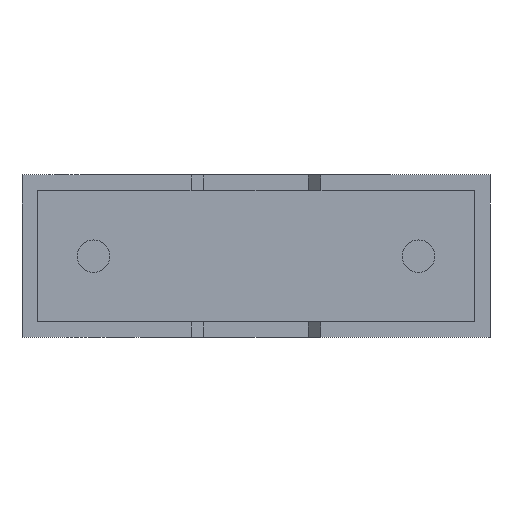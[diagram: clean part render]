
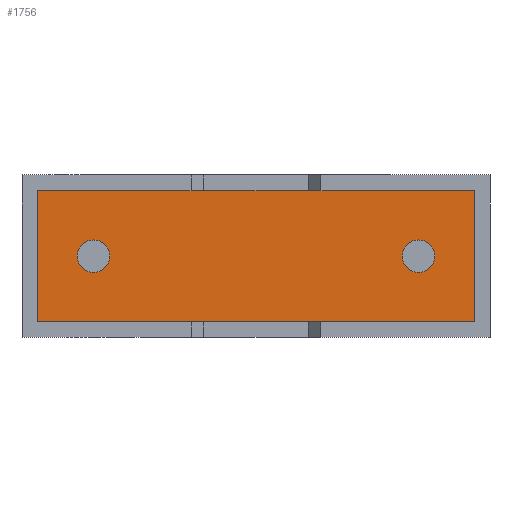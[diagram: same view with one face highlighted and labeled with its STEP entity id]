
A CAD part, front view. The second image highlights one B-rep face of the part: STEP entity #1756.
In plain terms, the highlighted planar face has unit normal (0, -1, 0).
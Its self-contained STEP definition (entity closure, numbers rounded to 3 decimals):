
#5 = FACE_BOUND ( 'NONE', #2456, .T. ) ;
#15 = LINE ( 'NONE', #2706, #1790 ) ;
#25 = DIRECTION ( 'NONE',  ( 0., -1., 0. ) ) ;
#39 = VERTEX_POINT ( 'NONE', #1209 ) ;
#60 = VERTEX_POINT ( 'NONE', #513 ) ;
#323 = VECTOR ( 'NONE', #1108, 1000. ) ;
#345 = ORIENTED_EDGE ( 'NONE', *, *, #1066, .F. ) ;
#383 = ORIENTED_EDGE ( 'NONE', *, *, #1545, .T. ) ;
#410 = CIRCLE ( 'NONE', #1687, 0.25 ) ;
#419 = EDGE_CURVE ( 'NONE', #460, #2461, #2844, .T. ) ;
#460 = VERTEX_POINT ( 'NONE', #1808 ) ;
#496 = ORIENTED_EDGE ( 'NONE', *, *, #2509, .F. ) ;
#513 = CARTESIAN_POINT ( 'NONE',  ( 0.24, 0.75, 2.26 ) ) ;
#594 = ORIENTED_EDGE ( 'NONE', *, *, #2995, .F. ) ;
#599 = CARTESIAN_POINT ( 'NONE',  ( 6.1, 0.75, 1.5 ) ) ;
#606 = VECTOR ( 'NONE', #2117, 1000. ) ;
#618 = AXIS2_PLACEMENT_3D ( 'NONE', #956, #25, #970 ) ;
#655 = CARTESIAN_POINT ( 'NONE',  ( 6.96, 0.75, 0.24 ) ) ;
#671 = VERTEX_POINT ( 'NONE', #655 ) ;
#727 = AXIS2_PLACEMENT_3D ( 'NONE', #799, #1313, #1785 ) ;
#746 = FACE_OUTER_BOUND ( 'NONE', #1876, .T. ) ;
#799 = CARTESIAN_POINT ( 'NONE',  ( 0., 0.75, 0. ) ) ;
#831 = CIRCLE ( 'NONE', #618, 0.25 ) ;
#854 = CARTESIAN_POINT ( 'NONE',  ( 0.24, 0.75, 2.26 ) ) ;
#878 = ORIENTED_EDGE ( 'NONE', *, *, #2739, .T. ) ;
#956 = CARTESIAN_POINT ( 'NONE',  ( 1.1, 0.75, 1.25 ) ) ;
#970 = DIRECTION ( 'NONE',  ( 0., 0., -1. ) ) ;
#1001 = FACE_BOUND ( 'NONE', #1729, .T. ) ;
#1066 = EDGE_CURVE ( 'NONE', #2779, #39, #410, .T. ) ;
#1097 = DIRECTION ( 'NONE',  ( 0., -1., 0. ) ) ;
#1108 = DIRECTION ( 'NONE',  ( 0., 0., -1. ) ) ;
#1135 = VERTEX_POINT ( 'NONE', #1305 ) ;
#1167 = DIRECTION ( 'NONE',  ( 0., -1., 0. ) ) ;
#1194 = EDGE_CURVE ( 'NONE', #60, #1135, #2334, .T. ) ;
#1209 = CARTESIAN_POINT ( 'NONE',  ( 6.1, 0.75, 1. ) ) ;
#1281 = DIRECTION ( 'NONE',  ( 1., 0., 0. ) ) ;
#1305 = CARTESIAN_POINT ( 'NONE',  ( 0.24, 0.75, 0.24 ) ) ;
#1313 = DIRECTION ( 'NONE',  ( 0., -1., 0. ) ) ;
#1362 = ORIENTED_EDGE ( 'NONE', *, *, #1851, .T. ) ;
#1418 = DIRECTION ( 'NONE',  ( -1., 0., 0. ) ) ;
#1536 = DIRECTION ( 'NONE',  ( 0., 0., -1. ) ) ;
#1545 = EDGE_CURVE ( 'NONE', #2054, #60, #2834, .T. ) ;
#1575 = CARTESIAN_POINT ( 'NONE',  ( 6.1, 0.75, 1.25 ) ) ;
#1578 = CARTESIAN_POINT ( 'NONE',  ( 6.96, 0.75, 2.26 ) ) ;
#1615 = AXIS2_PLACEMENT_3D ( 'NONE', #2506, #1097, #2759 ) ;
#1687 = AXIS2_PLACEMENT_3D ( 'NONE', #1575, #2502, #1536 ) ;
#1727 = DIRECTION ( 'NONE',  ( 0., 0., -1. ) ) ;
#1729 = EDGE_LOOP ( 'NONE', ( #2537, #496 ) ) ;
#1756 = ADVANCED_FACE ( 'NONE', ( #5, #746, #1001 ), #2744, .T. ) ;
#1785 = DIRECTION ( 'NONE',  ( 0., 0., -1. ) ) ;
#1790 = VECTOR ( 'NONE', #1281, 1000. ) ;
#1808 = CARTESIAN_POINT ( 'NONE',  ( 1.1, 0.75, 1.5 ) ) ;
#1846 = AXIS2_PLACEMENT_3D ( 'NONE', #2989, #1167, #1727 ) ;
#1851 = EDGE_CURVE ( 'NONE', #671, #2054, #2754, .T. ) ;
#1876 = EDGE_LOOP ( 'NONE', ( #2399, #878, #1362, #383 ) ) ;
#2054 = VERTEX_POINT ( 'NONE', #1578 ) ;
#2117 = DIRECTION ( 'NONE',  ( 0., 0., 1. ) ) ;
#2175 = CIRCLE ( 'NONE', #1846, 0.25 ) ;
#2180 = VECTOR ( 'NONE', #1418, 1000. ) ;
#2311 = CARTESIAN_POINT ( 'NONE',  ( 6.96, 0.75, 0.24 ) ) ;
#2334 = LINE ( 'NONE', #854, #323 ) ;
#2399 = ORIENTED_EDGE ( 'NONE', *, *, #1194, .T. ) ;
#2456 = EDGE_LOOP ( 'NONE', ( #345, #594 ) ) ;
#2461 = VERTEX_POINT ( 'NONE', #3036 ) ;
#2502 = DIRECTION ( 'NONE',  ( 0., -1., 0. ) ) ;
#2506 = CARTESIAN_POINT ( 'NONE',  ( 1.1, 0.75, 1.25 ) ) ;
#2509 = EDGE_CURVE ( 'NONE', #2461, #460, #831, .T. ) ;
#2537 = ORIENTED_EDGE ( 'NONE', *, *, #419, .F. ) ;
#2596 = CARTESIAN_POINT ( 'NONE',  ( 6.96, 0.75, 2.26 ) ) ;
#2706 = CARTESIAN_POINT ( 'NONE',  ( 0.24, 0.75, 0.24 ) ) ;
#2739 = EDGE_CURVE ( 'NONE', #1135, #671, #15, .T. ) ;
#2744 = PLANE ( 'NONE',  #727 ) ;
#2754 = LINE ( 'NONE', #2311, #606 ) ;
#2759 = DIRECTION ( 'NONE',  ( 0., 0., -1. ) ) ;
#2779 = VERTEX_POINT ( 'NONE', #599 ) ;
#2834 = LINE ( 'NONE', #2596, #2180 ) ;
#2844 = CIRCLE ( 'NONE', #1615, 0.25 ) ;
#2989 = CARTESIAN_POINT ( 'NONE',  ( 6.1, 0.75, 1.25 ) ) ;
#2995 = EDGE_CURVE ( 'NONE', #39, #2779, #2175, .T. ) ;
#3036 = CARTESIAN_POINT ( 'NONE',  ( 1.1, 0.75, 1. ) ) ;
